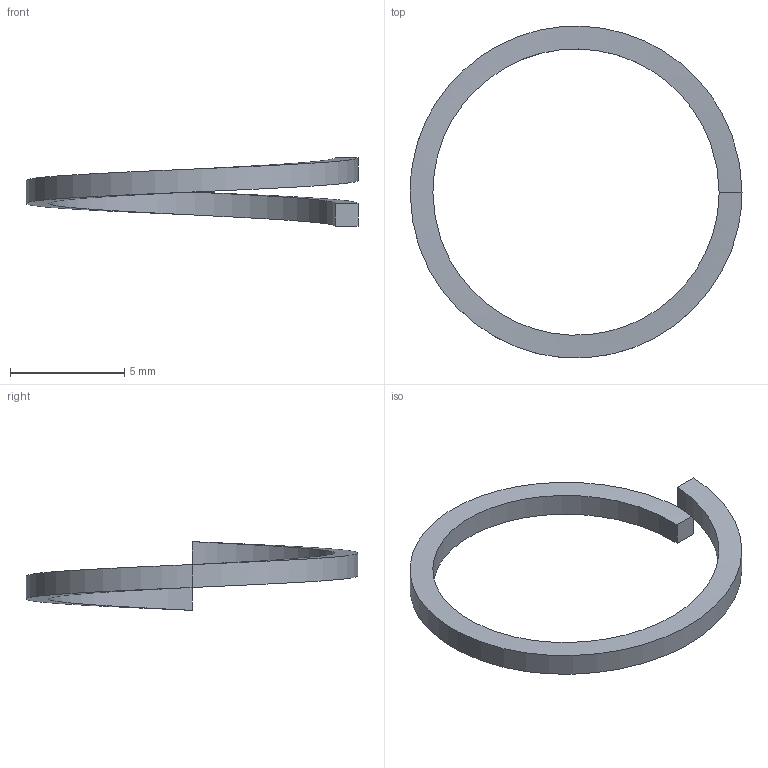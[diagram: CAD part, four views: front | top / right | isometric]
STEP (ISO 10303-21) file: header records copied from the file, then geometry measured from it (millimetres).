
FILE_DESCRIPTION(/* description */ (''),/* implementation_level */ '2;1');
FILE_NAME(/* name */ '12mm spring washer.step',/* time_stamp */ '2021-07-12T23:06:50+03:00',/* author */ (''),/* organization */ (''),/* preprocessor_version */ 'ST-DEVELOPER v18.1',/* originating_system */ 'Autodesk Translation Framework v10.9.0.1377',/* authorisation */ '');
FILE_SCHEMA (('AUTOMOTIVE_DESIGN { 1 0 10303 214 3 1 1 }'));
Length unit declared in the file: millimetre
Products named in the file (1): 12mm spring washer
Bounding box: 14.5 x 14.48 x 3 mm (x, y, z)
Volume: 42.4 mm3; surface area: 171.7 mm2
Topology: 1 solids, 1 shells, 8 faces, 18 edges, 12 vertices
Faces by surface type: cylinder 4, bspline 2, plane 2
Entity records: 414 total; most frequent: CARTESIAN_POINT 213, ORIENTED_EDGE 36, DIRECTION 24, EDGE_CURVE 18, VERTEX_POINT 12, LINE 10, VECTOR 10, FACE_OUTER_BOUND 8
